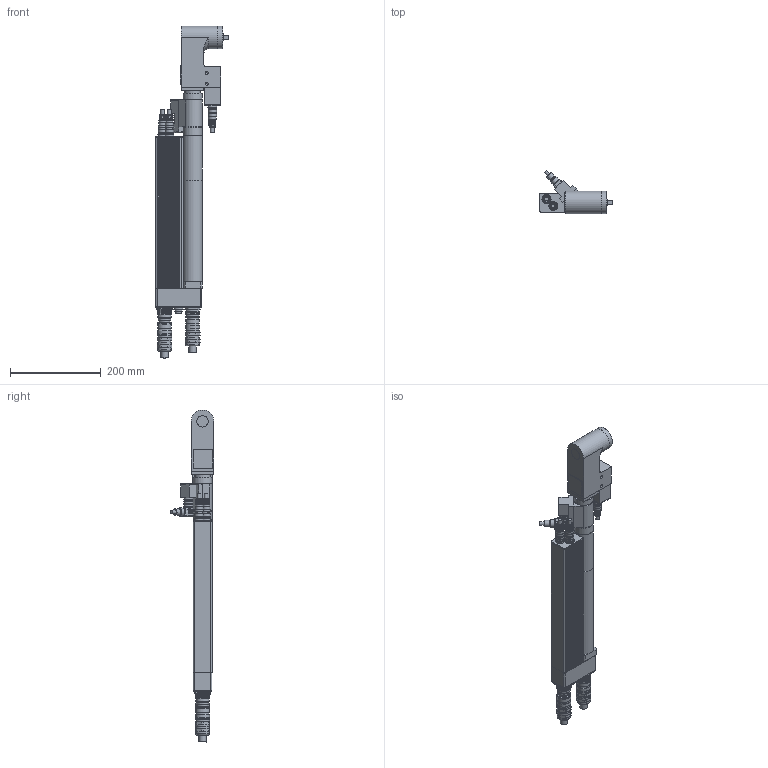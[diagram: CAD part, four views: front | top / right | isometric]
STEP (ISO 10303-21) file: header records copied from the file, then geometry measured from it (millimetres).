
FILE_DESCRIPTION((''),'2;1');
FILE_NAME('947546A3.stp','2011-03-25T15:00:03',('e4c32'),(''),'Autodesk Inventor 11','Autodesk Inventor 11','');
FILE_SCHEMA(('AUTOMOTIVE_DESIGN { 1 0 10303 214 1 1 1 1 }'));
Length unit declared in the file: millimetre
Products named in the file (8): 947546A3_IAM_001; 1WKXB_IPT_001; 1KXB_IPT_001; 1BTS-XA_IPT_001.ipt_Motor und Getriebe; 961089-002_IPT_001; 961089-002_IPT_002.ipt_Stecker gerade; 961104-005_IPT_002.ipt_Stecker gerade; 961104-005_IPT_001.ipt_Stecker gerade
Assembly tree (9 placements, depth 2):
  947546A3_IAM_001
    1WKXB_IPT_001
    1KXB_IPT_001
    1BTS-XA_IPT_001.ipt_Motor und Getriebe
    961089-002_IPT_001
    961089-002_IPT_002.ipt_Stecker gerade  x3
    961104-005_IPT_002.ipt_Stecker gerade
    961104-005_IPT_001.ipt_Stecker gerade
Bounding box: 160.27 x 96.42 x 732.15 mm (x, y, z)
Volume: 2446564.3 mm3; surface area: 277929.1 mm2
Topology: 9 solids, 9 shells, 1232 faces, 2999 edges, 1884 vertices
Faces by surface type: plane 753, cylinder 272, bspline 134, cone 49, torus 24
Full cylindrical faces by diameter (mm): 5.5 x4, 6.647 x2, 8 x4, 12 x2, 13 x1, 13.4 x3, 13.5 x1, 14 x16, 14.2 x3, 15 x1, 16 x11, 16.5 x3, 17 x1, 17.587 x6, 18 x7, 18.7 x6, 18.934 x1, 19.5 x3, 20 x8, 22.5 x2, 24 x1, 25 x2, 25.5 x1, 26.4 x1, 27.047 x1, 28 x2, 28.5 x1, 29 x1, 29.4 x3, 29.5 x2
Entity records: 34285 total; most frequent: CARTESIAN_POINT 8644, ORIENTED_EDGE 5384, DIRECTION 4898, EDGE_CURVE 2692, VERTEX_POINT 1783, VECTOR 1702, LINE 1702, AXIS2_PLACEMENT_3D 1598
